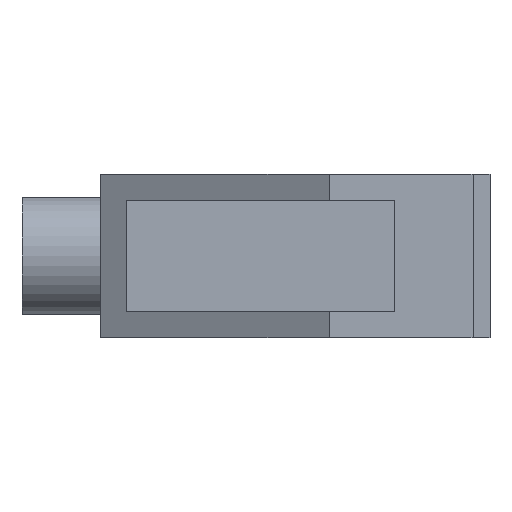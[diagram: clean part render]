
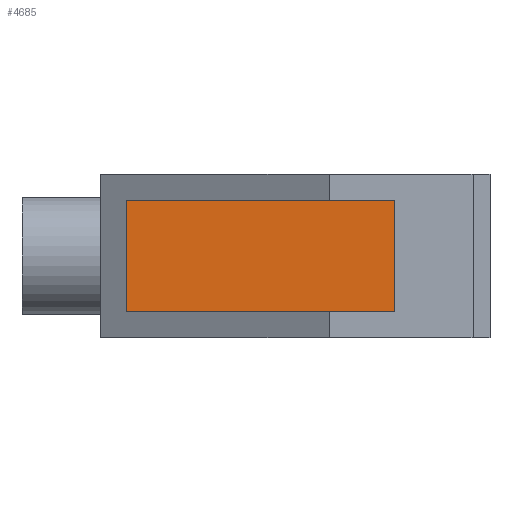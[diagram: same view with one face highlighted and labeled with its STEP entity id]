
A CAD part, left-side view. The second image highlights one B-rep face of the part: STEP entity #4685.
In plain terms, the highlighted planar face has unit normal (-1, 0, 0).
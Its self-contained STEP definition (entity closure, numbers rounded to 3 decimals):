
#61 = LINE ( 'NONE', #4606, #3521 ) ;
#493 = VECTOR ( 'NONE', #804, 1000. ) ;
#601 = LINE ( 'NONE', #827, #493 ) ;
#804 = DIRECTION ( 'NONE',  ( 0., 0., -1. ) ) ;
#827 = CARTESIAN_POINT ( 'NONE',  ( -61.5, 15., -4.25 ) ) ;
#875 = AXIS2_PLACEMENT_3D ( 'NONE', #5031, #4994, #4983 ) ;
#1374 = LINE ( 'NONE', #2118, #1456 ) ;
#1456 = VECTOR ( 'NONE', #2201, 1000. ) ;
#1477 = LINE ( 'NONE', #3803, #1484 ) ;
#1484 = VECTOR ( 'NONE', #3774, 1000. ) ;
#1562 = ORIENTED_EDGE ( 'NONE', *, *, #1755, .T. ) ;
#1700 = ORIENTED_EDGE ( 'NONE', *, *, #2054, .T. ) ;
#1755 = EDGE_CURVE ( 'NONE', #3163, #2056, #1374, .T. ) ;
#1832 = EDGE_CURVE ( 'NONE', #2627, #3163, #601, .T. ) ;
#1953 = EDGE_CURVE ( 'NONE', #5140, #2627, #1477, .T. ) ;
#2054 = EDGE_CURVE ( 'NONE', #2056, #5140, #61, .T. ) ;
#2056 = VERTEX_POINT ( 'NONE', #4641 ) ;
#2118 = CARTESIAN_POINT ( 'NONE',  ( -61.5, 15., -4.25 ) ) ;
#2201 = DIRECTION ( 'NONE',  ( 0., -1., 0. ) ) ;
#2627 = VERTEX_POINT ( 'NONE', #5297 ) ;
#2678 = ORIENTED_EDGE ( 'NONE', *, *, #1832, .T. ) ;
#3163 = VERTEX_POINT ( 'NONE', #3385 ) ;
#3385 = CARTESIAN_POINT ( 'NONE',  ( -61.5, 15., -4.25 ) ) ;
#3448 = CARTESIAN_POINT ( 'NONE',  ( -61.5, -5.5, 4.25 ) ) ;
#3521 = VECTOR ( 'NONE', #4927, 1000. ) ;
#3774 = DIRECTION ( 'NONE',  ( 0., 1., 0. ) ) ;
#3803 = CARTESIAN_POINT ( 'NONE',  ( -61.5, 15., 4.25 ) ) ;
#3860 = ORIENTED_EDGE ( 'NONE', *, *, #1953, .T. ) ;
#3964 = FACE_OUTER_BOUND ( 'NONE', #4912, .T. ) ;
#4606 = CARTESIAN_POINT ( 'NONE',  ( -61.5, -5.5, -4.25 ) ) ;
#4641 = CARTESIAN_POINT ( 'NONE',  ( -61.5, -5.5, -4.25 ) ) ;
#4685 = ADVANCED_FACE ( 'NONE', ( #3964 ), #5005, .T. ) ;
#4912 = EDGE_LOOP ( 'NONE', ( #1562, #1700, #3860, #2678 ) ) ;
#4927 = DIRECTION ( 'NONE',  ( 0., 0., 1. ) ) ;
#4983 = DIRECTION ( 'NONE',  ( 0., 0., 1. ) ) ;
#4994 = DIRECTION ( 'NONE',  ( -1., 0., 0. ) ) ;
#5005 = PLANE ( 'NONE',  #875 ) ;
#5031 = CARTESIAN_POINT ( 'NONE',  ( -61.5, -5.5, -4.25 ) ) ;
#5140 = VERTEX_POINT ( 'NONE', #3448 ) ;
#5297 = CARTESIAN_POINT ( 'NONE',  ( -61.5, 15., 4.25 ) ) ;
